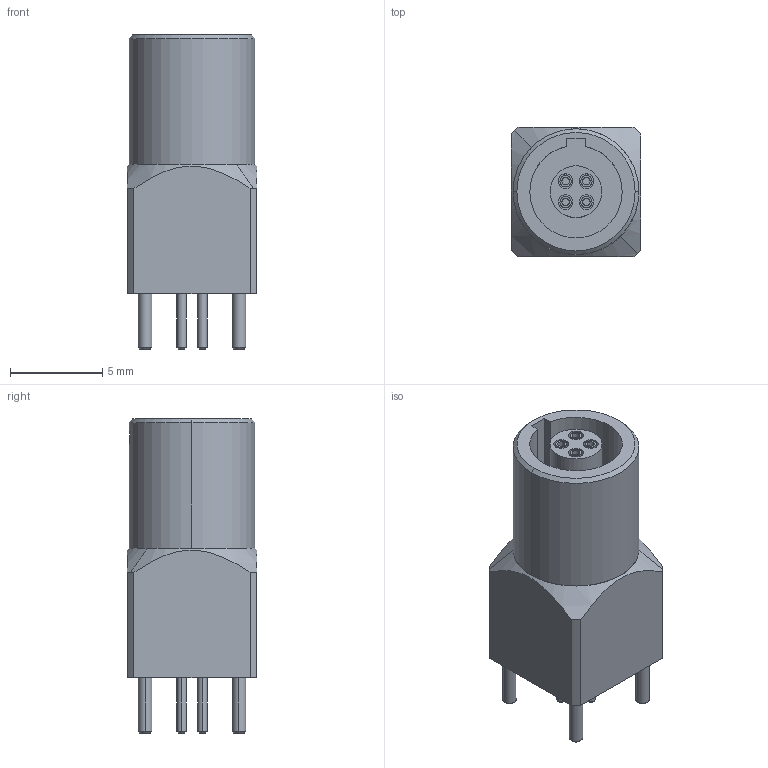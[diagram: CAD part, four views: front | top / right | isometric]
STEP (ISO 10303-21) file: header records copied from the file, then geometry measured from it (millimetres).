
FILE_DESCRIPTION((''),'2;1');
FILE_NAME('LEMO_EZG.00.304.CLN.stp','2012-06-27T15:02:16',(''),(''),'Mechanical Desktop 2011','Mechanical Desktop 2011',', , ');
FILE_SCHEMA(('AUTOMOTIVE_DESIGN { 1 2 10303 214 1 1 1 1 }'));
Length unit declared in the file: millimetre
Products named in the file (1): Product
Bounding box: 7 x 7 x 17 mm (x, y, z)
Volume: 493 mm3; surface area: 814.1 mm2
Topology: 16 solids, 16 shells, 117 faces, 223 edges, 143 vertices
Faces by surface type: cylinder 42, plane 39, bspline 26, cone 10
Entity records: 3401 total; most frequent: CARTESIAN_POINT 948, DIRECTION 524, ORIENTED_EDGE 446, EDGE_CURVE 223, AXIS2_PLACEMENT_3D 217, VERTEX_POINT 143, EDGE_LOOP 132, CIRCLE 125
